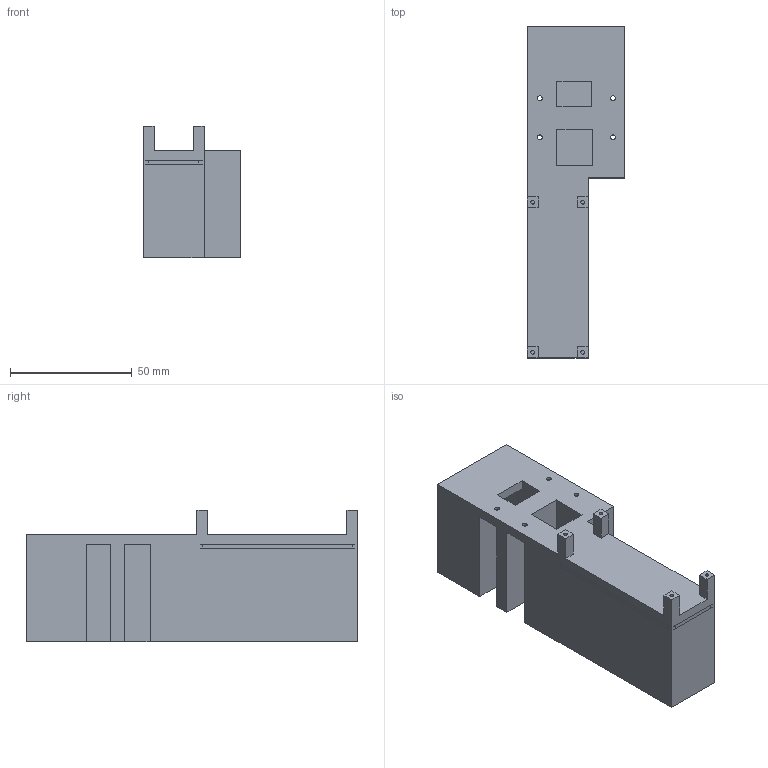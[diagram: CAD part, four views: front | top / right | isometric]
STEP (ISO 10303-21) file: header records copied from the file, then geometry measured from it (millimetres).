
FILE_DESCRIPTION(/* description */ ('STEP AP242','CAx-IF Rec.Pracs.---Representation and Presentation of Product Manufacturing Information (PMI)---4.0---2014-10-13','CAx-IF Rec.Pracs.---3D Tessellated Geometry---0.4---2014-09-14','2;1'),/* implementation_level */ '2;1');
FILE_NAME(/* name */ '664f163aafc5125ac8118b7b',/* time_stamp */ '2024-05-23T10:11:08Z',/* author */ (''),/* organization */ (''),/* preprocessor_version */ 'ST-DEVELOPER v20',/* originating_system */ ' ',/* authorisation */ ' ');
FILE_SCHEMA (('AP242_MANAGED_MODEL_BASED_3D_ENGINEERING_MIM_LF { 1 0 10303 442 1 1 4 }'));
Length unit declared in the file: metre
Products named in the file (2): _autosave-BCM17-A01-E001_Rev_B PCB; base
Bounding box: 40 x 136 x 54 mm (x, y, z)
Volume: 89817.4 mm3; surface area: 46643.9 mm2
Topology: 2 solids, 2 shells, 173 faces, 494 edges, 328 vertices
Faces by surface type: plane 86, cylinder 83, cone 4
Full cylindrical faces by diameter (mm): 0.65 x2, 0.8 x4, 1 x15, 1.1 x28, 1.5 x4, 2 x4, 2.5 x4, 3 x2
Entity records: 5675 total; most frequent: DIRECTION 947, CARTESIAN_POINT 930, ORIENTED_EDGE 854, EDGE_CURVE 427, EDGE_LOOP 381, FACE_BOUND 381, AXIS2_PLACEMENT_3D 345, VERTEX_POINT 328
